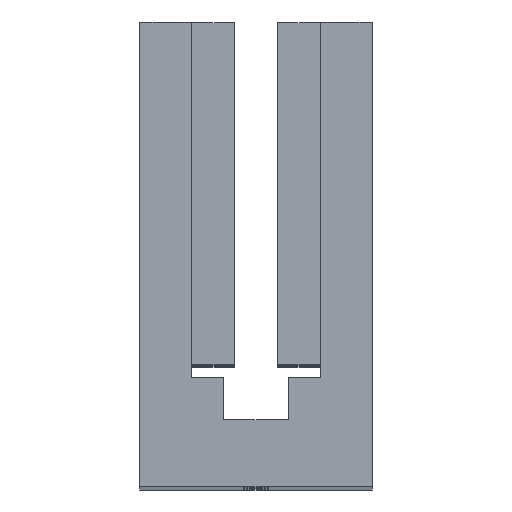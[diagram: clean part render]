
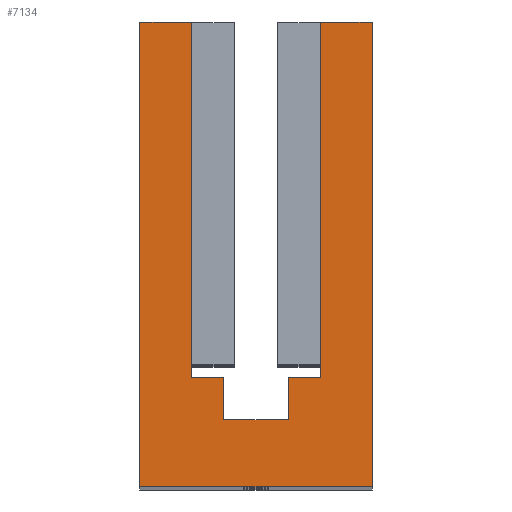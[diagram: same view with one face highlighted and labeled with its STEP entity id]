
A CAD part, top view. The second image highlights one B-rep face of the part: STEP entity #7134.
In plain terms, the highlighted planar face has unit normal (0, 0, 1).
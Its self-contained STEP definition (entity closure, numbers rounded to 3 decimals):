
#24 = VERTEX_POINT ( 'NONE', #6502 ) ;
#259 = DIRECTION ( 'NONE',  ( 0., -1., 0. ) ) ;
#377 = DIRECTION ( 'NONE',  ( -1., 0., 0. ) ) ;
#599 = AXIS2_PLACEMENT_3D ( 'NONE', #6628, #619, #1905 ) ;
#619 = DIRECTION ( 'NONE',  ( 0., 0., -1. ) ) ;
#645 = EDGE_CURVE ( 'NONE', #2414, #7501, #5635, .T. ) ;
#660 = VERTEX_POINT ( 'NONE', #6808 ) ;
#766 = DIRECTION ( 'NONE',  ( 0., 1., 0. ) ) ;
#806 = CARTESIAN_POINT ( 'NONE',  ( 19.05, 0., 0. ) ) ;
#924 = LINE ( 'NONE', #5693, #2322 ) ;
#938 = DIRECTION ( 'NONE',  ( -1., 0., 0. ) ) ;
#979 = VECTOR ( 'NONE', #259, 1000. ) ;
#1033 = CARTESIAN_POINT ( 'NONE',  ( 10.55, 76.2, 0. ) ) ;
#1205 = ORIENTED_EDGE ( 'NONE', *, *, #6901, .T. ) ;
#1331 = VECTOR ( 'NONE', #4757, 1000. ) ;
#1419 = CARTESIAN_POINT ( 'NONE',  ( -10.55, 76.2, 0. ) ) ;
#1423 = EDGE_CURVE ( 'NONE', #5901, #7035, #5652, .T. ) ;
#1436 = VECTOR ( 'NONE', #5106, 1000. ) ;
#1455 = VECTOR ( 'NONE', #377, 1000. ) ;
#1677 = VECTOR ( 'NONE', #766, 1000. ) ;
#1759 = CARTESIAN_POINT ( 'NONE',  ( -10.55, 18., 0. ) ) ;
#1905 = DIRECTION ( 'NONE',  ( -1., 0., 0. ) ) ;
#1906 = ORIENTED_EDGE ( 'NONE', *, *, #5367, .T. ) ;
#2111 = CARTESIAN_POINT ( 'NONE',  ( -10.55, 18., 0. ) ) ;
#2153 = ORIENTED_EDGE ( 'NONE', *, *, #645, .T. ) ;
#2165 = DIRECTION ( 'NONE',  ( -1., 0., 0. ) ) ;
#2322 = VECTOR ( 'NONE', #5585, 1000. ) ;
#2327 = VERTEX_POINT ( 'NONE', #7605 ) ;
#2414 = VERTEX_POINT ( 'NONE', #1759 ) ;
#2777 = LINE ( 'NONE', #6927, #2937 ) ;
#2833 = ORIENTED_EDGE ( 'NONE', *, *, #4618, .T. ) ;
#2937 = VECTOR ( 'NONE', #6346, 1000. ) ;
#3035 = LINE ( 'NONE', #5422, #1331 ) ;
#3142 = ORIENTED_EDGE ( 'NONE', *, *, #5133, .T. ) ;
#3183 = VECTOR ( 'NONE', #4828, 1000. ) ;
#3484 = ORIENTED_EDGE ( 'NONE', *, *, #6899, .T. ) ;
#3618 = PLANE ( 'NONE',  #599 ) ;
#3775 = VERTEX_POINT ( 'NONE', #7223 ) ;
#3851 = ORIENTED_EDGE ( 'NONE', *, *, #1423, .T. ) ;
#3896 = LINE ( 'NONE', #6835, #6585 ) ;
#3931 = CARTESIAN_POINT ( 'NONE',  ( -5.3, 11., 0. ) ) ;
#4073 = VERTEX_POINT ( 'NONE', #5770 ) ;
#4326 = FACE_OUTER_BOUND ( 'NONE', #4773, .T. ) ;
#4450 = CARTESIAN_POINT ( 'NONE',  ( 19.05, 0., 0. ) ) ;
#4500 = EDGE_CURVE ( 'NONE', #7501, #24, #4514, .T. ) ;
#4514 = LINE ( 'NONE', #6894, #4553 ) ;
#4553 = VECTOR ( 'NONE', #2165, 1000. ) ;
#4618 = EDGE_CURVE ( 'NONE', #7035, #6365, #4710, .T. ) ;
#4710 = LINE ( 'NONE', #5959, #3183 ) ;
#4757 = DIRECTION ( 'NONE',  ( -1., 0., 0. ) ) ;
#4773 = EDGE_LOOP ( 'NONE', ( #5199, #3484, #5609, #5347, #1205, #1906, #6725, #3851, #2833, #3142, #2153, #5734 ) ) ;
#4802 = EDGE_CURVE ( 'NONE', #6265, #3775, #2777, .T. ) ;
#4828 = DIRECTION ( 'NONE',  ( 0., 1., 0. ) ) ;
#5049 = CARTESIAN_POINT ( 'NONE',  ( -5.3, 18., 0. ) ) ;
#5106 = DIRECTION ( 'NONE',  ( -1., 0., 0. ) ) ;
#5133 = EDGE_CURVE ( 'NONE', #6365, #2414, #6905, .T. ) ;
#5199 = ORIENTED_EDGE ( 'NONE', *, *, #7719, .T. ) ;
#5309 = VECTOR ( 'NONE', #938, 1000. ) ;
#5347 = ORIENTED_EDGE ( 'NONE', *, *, #5994, .T. ) ;
#5367 = EDGE_CURVE ( 'NONE', #2327, #4073, #3035, .T. ) ;
#5422 = CARTESIAN_POINT ( 'NONE',  ( 10.55, 18., 0. ) ) ;
#5458 = VECTOR ( 'NONE', #6868, 1000. ) ;
#5468 = EDGE_CURVE ( 'NONE', #4073, #5901, #924, .T. ) ;
#5585 = DIRECTION ( 'NONE',  ( 0., -1., 0. ) ) ;
#5606 = CARTESIAN_POINT ( 'NONE',  ( -19.05, 0., 0. ) ) ;
#5609 = ORIENTED_EDGE ( 'NONE', *, *, #4802, .T. ) ;
#5610 = CARTESIAN_POINT ( 'NONE',  ( -19.05, 0., 0. ) ) ;
#5635 = LINE ( 'NONE', #1419, #1677 ) ;
#5652 = LINE ( 'NONE', #3931, #1436 ) ;
#5693 = CARTESIAN_POINT ( 'NONE',  ( 5.3, 18., 0. ) ) ;
#5734 = ORIENTED_EDGE ( 'NONE', *, *, #4500, .T. ) ;
#5770 = CARTESIAN_POINT ( 'NONE',  ( 5.3, 18., 0. ) ) ;
#5795 = CARTESIAN_POINT ( 'NONE',  ( -10.55, 76.2, 0. ) ) ;
#5901 = VERTEX_POINT ( 'NONE', #7439 ) ;
#5947 = VERTEX_POINT ( 'NONE', #5610 ) ;
#5959 = CARTESIAN_POINT ( 'NONE',  ( -5.3, 18., 0. ) ) ;
#5994 = EDGE_CURVE ( 'NONE', #3775, #660, #7666, .T. ) ;
#6166 = LINE ( 'NONE', #4450, #5458 ) ;
#6192 = LINE ( 'NONE', #5606, #979 ) ;
#6265 = VERTEX_POINT ( 'NONE', #806 ) ;
#6346 = DIRECTION ( 'NONE',  ( 0., 1., 0. ) ) ;
#6358 = CARTESIAN_POINT ( 'NONE',  ( -5.3, 11., 0. ) ) ;
#6365 = VERTEX_POINT ( 'NONE', #5049 ) ;
#6502 = CARTESIAN_POINT ( 'NONE',  ( -19.05, 76.2, 0. ) ) ;
#6585 = VECTOR ( 'NONE', #7485, 1000. ) ;
#6628 = CARTESIAN_POINT ( 'NONE',  ( 0., 0., 0. ) ) ;
#6725 = ORIENTED_EDGE ( 'NONE', *, *, #5468, .T. ) ;
#6808 = CARTESIAN_POINT ( 'NONE',  ( 10.55, 76.2, 0. ) ) ;
#6835 = CARTESIAN_POINT ( 'NONE',  ( 10.55, 18., 0. ) ) ;
#6868 = DIRECTION ( 'NONE',  ( 1., 0., 0. ) ) ;
#6894 = CARTESIAN_POINT ( 'NONE',  ( -19.05, 76.2, 0. ) ) ;
#6899 = EDGE_CURVE ( 'NONE', #5947, #6265, #6166, .T. ) ;
#6901 = EDGE_CURVE ( 'NONE', #660, #2327, #3896, .T. ) ;
#6905 = LINE ( 'NONE', #2111, #5309 ) ;
#6927 = CARTESIAN_POINT ( 'NONE',  ( 19.05, 76.2, 0. ) ) ;
#7035 = VERTEX_POINT ( 'NONE', #6358 ) ;
#7134 = ADVANCED_FACE ( 'NONE', ( #4326 ), #3618, .F. ) ;
#7223 = CARTESIAN_POINT ( 'NONE',  ( 19.05, 76.2, 0. ) ) ;
#7439 = CARTESIAN_POINT ( 'NONE',  ( 5.3, 11., 0. ) ) ;
#7485 = DIRECTION ( 'NONE',  ( 0., -1., 0. ) ) ;
#7501 = VERTEX_POINT ( 'NONE', #5795 ) ;
#7605 = CARTESIAN_POINT ( 'NONE',  ( 10.55, 18., 0. ) ) ;
#7666 = LINE ( 'NONE', #1033, #1455 ) ;
#7719 = EDGE_CURVE ( 'NONE', #24, #5947, #6192, .T. ) ;
